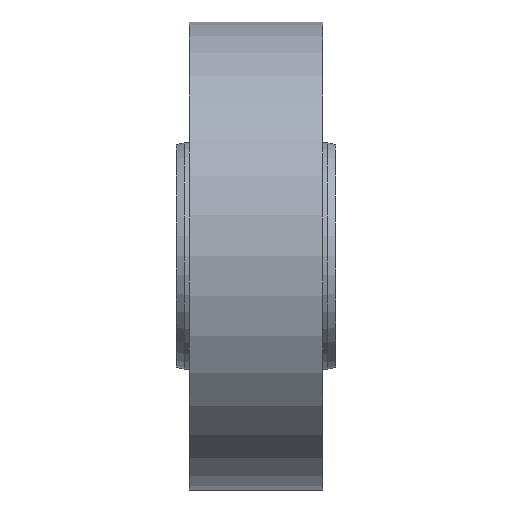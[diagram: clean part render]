
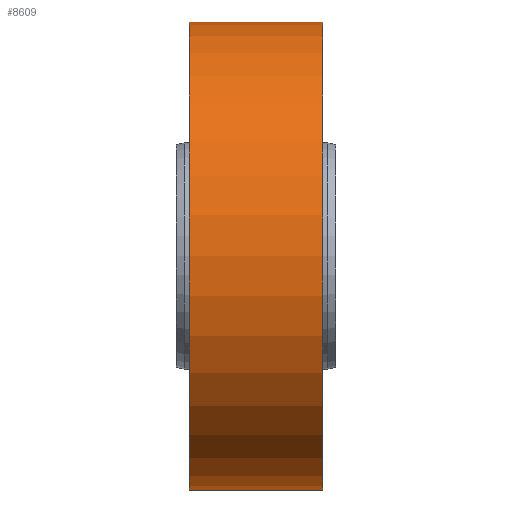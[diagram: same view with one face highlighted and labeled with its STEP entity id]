
A CAD part, top view. The second image highlights one B-rep face of the part: STEP entity #8609.
In plain terms, the highlighted cylindrical face has radius 87.8 mm (diameter 175.6 mm), a partial arc.
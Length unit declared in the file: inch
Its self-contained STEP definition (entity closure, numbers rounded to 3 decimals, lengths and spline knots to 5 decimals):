
#7889=CARTESIAN_POINT('',(-0.98425,0.,0.));
#7890=DIRECTION('',(-1.,0.,0.));
#7891=DIRECTION('',(0.,-1.,0.));
#7892=AXIS2_PLACEMENT_3D('',#7889,#7890,#7891);
#8019=DIRECTION('',(1.,0.,0.));
#8020=VECTOR('',#8019,1.9685);
#8021=CARTESIAN_POINT('',(-0.98425,3.45669,0.));
#8022=LINE('',#8021,#8020);
#8023=DIRECTION('',(-1.,0.,0.));
#8024=VECTOR('',#8023,1.9685);
#8025=CARTESIAN_POINT('',(0.98425,-3.45669,0.));
#8026=LINE('',#8025,#8024);
#8027=CARTESIAN_POINT('',(0.98425,0.,0.));
#8028=DIRECTION('',(1.,0.,0.));
#8029=DIRECTION('',(0.,1.,0.));
#8030=AXIS2_PLACEMENT_3D('',#8027,#8028,#8029);
#8349=CARTESIAN_POINT('',(-0.98425,-3.45669,0.));
#8350=CARTESIAN_POINT('',(-0.98425,3.45669,0.));
#8351=VERTEX_POINT('',#8349);
#8352=VERTEX_POINT('',#8350);
#8353=CARTESIAN_POINT('',(0.98425,3.45669,0.));
#8354=VERTEX_POINT('',#8353);
#8359=CARTESIAN_POINT('',(0.98425,-3.45669,0.));
#8360=VERTEX_POINT('',#8359);
#8595=CARTESIAN_POINT('',(-0.98425,0.,0.));
#8596=DIRECTION('',(1.,0.,0.));
#8597=DIRECTION('',(0.,-1.,0.));
#8598=AXIS2_PLACEMENT_3D('',#8595,#8596,#8597);
#8599=CYLINDRICAL_SURFACE('',#8598,3.45669);
#8601=ORIENTED_EDGE('',*,*,#8600,.T.);
#8602=ORIENTED_EDGE('',*,*,#8520,.T.);
#8604=ORIENTED_EDGE('',*,*,#8603,.T.);
#8606=ORIENTED_EDGE('',*,*,#8605,.T.);
#8607=EDGE_LOOP('',(#8601,#8602,#8604,#8606));
#8608=FACE_OUTER_BOUND('',#8607,.F.);
#7893=CIRCLE('',#7892,3.45669);
#8031=CIRCLE('',#8030,3.45669);
#8520=EDGE_CURVE('',#8351,#8352,#7893,.T.);
#8600=EDGE_CURVE('',#8360,#8351,#8026,.T.);
#8603=EDGE_CURVE('',#8352,#8354,#8022,.T.);
#8605=EDGE_CURVE('',#8354,#8360,#8031,.T.);
#8609=ADVANCED_FACE('',(#8608),#8599,.T.);
